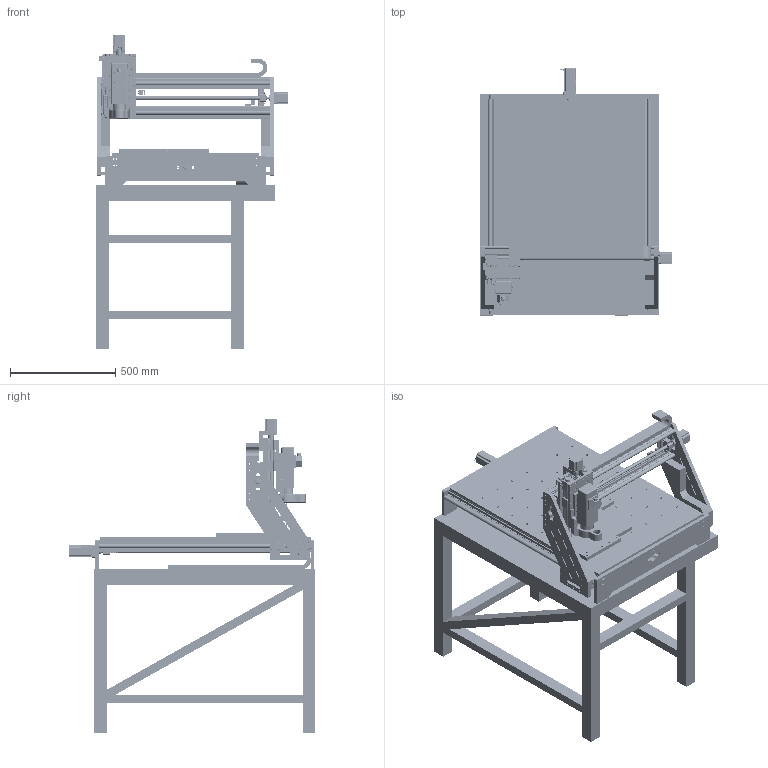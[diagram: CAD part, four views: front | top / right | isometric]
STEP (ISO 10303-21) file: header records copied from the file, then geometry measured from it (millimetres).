
FILE_DESCRIPTION(('FreeCAD Model'),'2;1');
FILE_NAME('Open CASCADE Shape Model','2025-05-09T08:21:29',('FreeCAD'),( 'FreeCAD'),'Open CASCADE STEP processor 7.6','FreeCAD','Unknown');
FILE_SCHEMA(('AUTOMOTIVE_DESIGN { 1 0 10303 214 1 1 1 1 }'));
Products named in the file (1): Open CASCADE STEP translator 7.6 1
Bounding box: 911 x 1170.5 x 1486 mm (x, y, z)
Volume: 82166123 mm3; surface area: 12718826.1 mm2
Topology: 241 solids, 257 shells, 8221 faces, 21194 edges, 13824 vertices
Faces by surface type: plane 3785, cylinder 3360, cone 584, torus 320, bspline 134, sphere 38
Full cylindrical faces by diameter (mm): 1 x1, 1.354 x4, 1.8 x15, 2 x1, 2.2 x48, 2.35 x40, 2.5 x24, 2.529 x44, 2.8 x4, 3 x40, 3.086 x44, 3.2 x2, 4 x2, 4.2 x16, 4.234 x30, 4.5 x2, 5 x43, 5.1 x4, 5.2 x4, 5.3 x20, 5.5 x46, 5.7 x4, 6 x52, 6.3 x4, 6.35 x3, 6.4 x31, 6.5 x16, 6.6 x26, 7 x8, 8 x3
Entity records: 300065 total; most frequent: CARTESIAN_POINT 95113, DIRECTION 42997, ORIENTED_EDGE 42144, EDGE_CURVE 21072, AXIS2_PLACEMENT_3D 15754, VERTEX_POINT 13824, LINE 11489, VECTOR 11489
